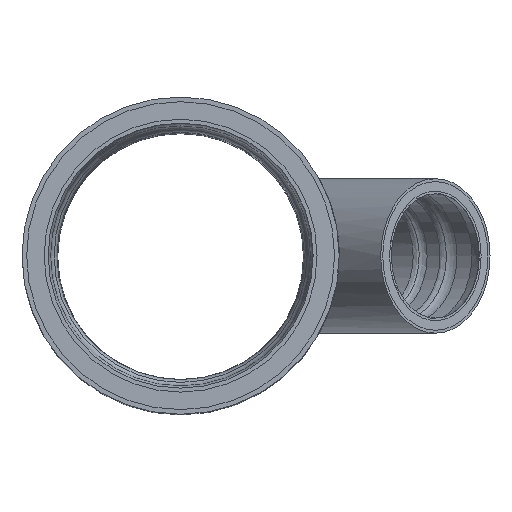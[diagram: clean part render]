
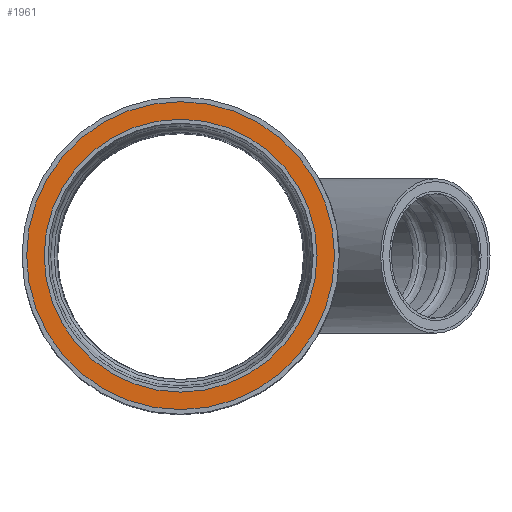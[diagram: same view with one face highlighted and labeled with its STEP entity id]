
A CAD part, top view. The second image highlights one B-rep face of the part: STEP entity #1961.
In plain terms, the highlighted planar face has unit normal (0, 0, 1).
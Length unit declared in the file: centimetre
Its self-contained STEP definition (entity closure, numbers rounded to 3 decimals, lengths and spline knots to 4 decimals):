
#344=FACE_BOUND('',#754,.T.);
#453=CIRCLE('',#2161,117.4142);
#457=CIRCLE('',#2166,132.5);
#573=PLANE('',#2167);
#645=FACE_OUTER_BOUND('',#753,.T.);
#753=EDGE_LOOP('',(#1708));
#754=EDGE_LOOP('',(#1709));
#1129=VERTEX_POINT('',#4318);
#1132=VERTEX_POINT('',#4326);
#1328=EDGE_CURVE('',#1129,#1129,#453,.T.);
#1333=EDGE_CURVE('',#1132,#1132,#457,.T.);
#1708=ORIENTED_EDGE('',*,*,#1333,.T.);
#1709=ORIENTED_EDGE('',*,*,#1328,.T.);
#1961=ADVANCED_FACE('',(#645,#344),#573,.T.);
#2161=AXIS2_PLACEMENT_3D('',#4319,#2653,#2654);
#2166=AXIS2_PLACEMENT_3D('',#4328,#2664,#2665);
#2167=AXIS2_PLACEMENT_3D('',#4329,#2666,#2667);
#2653=DIRECTION('center_axis',(0.,0.,-1.));
#2654=DIRECTION('ref_axis',(1.,0.,0.));
#2664=DIRECTION('center_axis',(0.,0.,1.));
#2665=DIRECTION('ref_axis',(1.,0.,0.));
#2666=DIRECTION('center_axis',(0.,0.,1.));
#2667=DIRECTION('ref_axis',(-1.,0.,0.));
#4318=CARTESIAN_POINT('',(1444.4169,210.5441,213.0875));
#4319=CARTESIAN_POINT('Origin',(1444.4169,327.9583,213.0875));
#4326=CARTESIAN_POINT('',(1311.9169,327.9583,213.0875));
#4328=CARTESIAN_POINT('Origin',(1444.4169,327.9583,213.0875));
#4329=CARTESIAN_POINT('Origin',(1444.4169,327.9583,213.0875));
